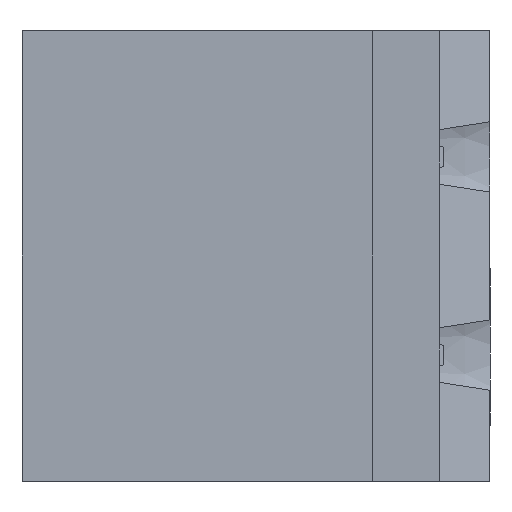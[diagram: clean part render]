
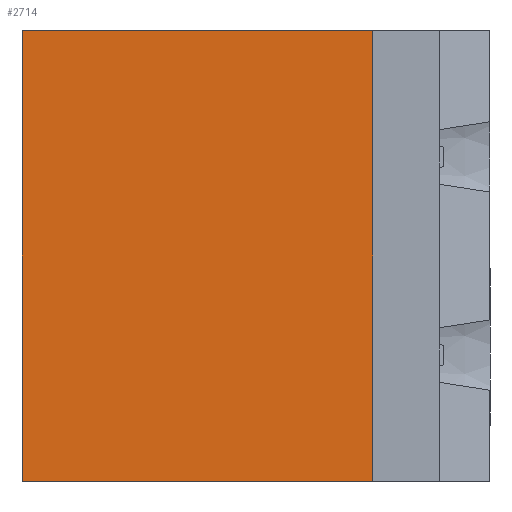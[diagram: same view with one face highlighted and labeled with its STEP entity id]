
A CAD part, left-side view. The second image highlights one B-rep face of the part: STEP entity #2714.
In plain terms, the highlighted planar face has unit normal (-1, 0, 0).
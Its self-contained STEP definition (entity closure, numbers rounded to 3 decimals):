
#44=DIRECTION('',(0.,0.,1.));
#45=VECTOR('',#44,11.56);
#46=CARTESIAN_POINT('',(-3.9,12.,-0.7));
#47=LINE('',#46,#45);
#48=DIRECTION('',(0.,-1.,0.));
#49=VECTOR('',#48,9.);
#50=CARTESIAN_POINT('',(-3.9,12.,10.86));
#51=LINE('',#50,#49);
#52=DIRECTION('',(0.,0.,-1.));
#53=VECTOR('',#52,11.56);
#54=CARTESIAN_POINT('',(-3.9,3.,10.86));
#55=LINE('',#54,#53);
#2002=DIRECTION('',(0.,-1.,0.));
#2003=VECTOR('',#2002,9.);
#2004=CARTESIAN_POINT('',(-3.9,12.,-0.7));
#2005=LINE('',#2004,#2003);
#2249=CARTESIAN_POINT('',(-3.9,12.,-0.7));
#2251=VERTEX_POINT('',#2249);
#2254=CARTESIAN_POINT('',(-3.9,3.,-0.7));
#2255=VERTEX_POINT('',#2254);
#2534=CARTESIAN_POINT('',(-3.9,12.,10.86));
#2535=VERTEX_POINT('',#2534);
#2538=CARTESIAN_POINT('',(-3.9,3.,10.86));
#2539=VERTEX_POINT('',#2538);
#2700=CARTESIAN_POINT('',(-3.9,12.,0.));
#2701=DIRECTION('',(-1.,0.,0.));
#2702=DIRECTION('',(0.,-1.,0.));
#2703=AXIS2_PLACEMENT_3D('',#2700,#2701,#2702);
#2704=PLANE('',#2703);
#2706=ORIENTED_EDGE('',*,*,#2705,.T.);
#2708=ORIENTED_EDGE('',*,*,#2707,.T.);
#2709=ORIENTED_EDGE('',*,*,#2690,.T.);
#2711=ORIENTED_EDGE('',*,*,#2710,.F.);
#2712=EDGE_LOOP('',(#2706,#2708,#2709,#2711));
#2713=FACE_OUTER_BOUND('',#2712,.F.);
#2714=ADVANCED_FACE('',(#2713),#2704,.T.);
#2690=EDGE_CURVE('',#2539,#2255,#55,.T.);
#2705=EDGE_CURVE('',#2251,#2535,#47,.T.);
#2707=EDGE_CURVE('',#2535,#2539,#51,.T.);
#2710=EDGE_CURVE('',#2251,#2255,#2005,.T.);
